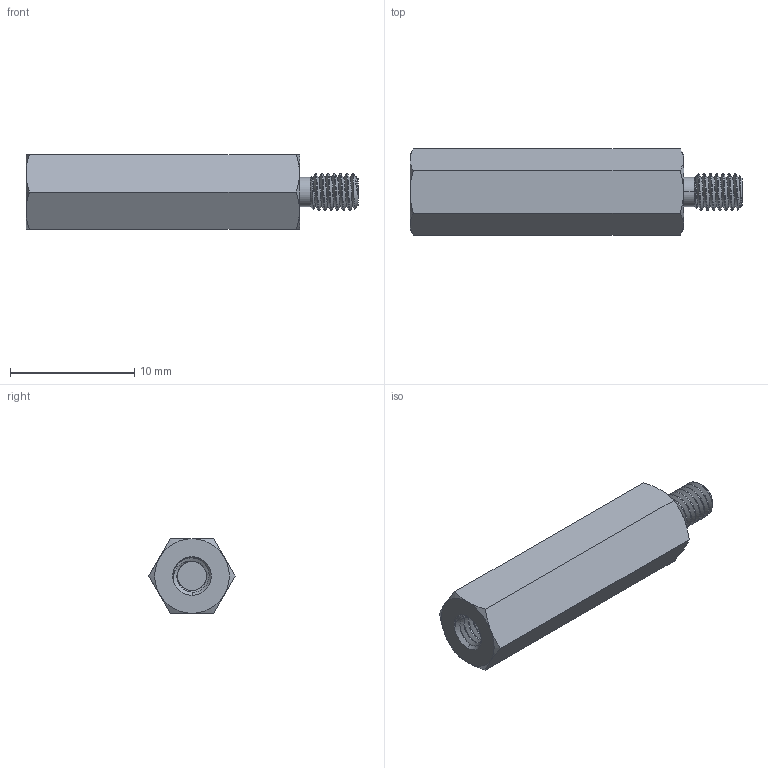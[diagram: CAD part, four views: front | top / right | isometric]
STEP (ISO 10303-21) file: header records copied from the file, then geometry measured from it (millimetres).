
FILE_DESCRIPTION (( 'STEP AP203' ), '1' );
FILE_NAME ('93655A716.step', '2011-09-16T16:56:13', ( 'jim' ), ( '' ), 'SwSTEP 2.0', 'SolidWorks 2009', '' );
FILE_SCHEMA (( 'CONFIG_CONTROL_DESIGN' ));
Length unit declared in the file: millimetre
Products named in the file (1): 93655A716
Bounding box: 26.7 x 6.93 x 6 mm (x, y, z)
Volume: 674.4 mm3; surface area: 670.2 mm2
Topology: 1 solids, 1 shells, 79 faces, 209 edges, 134 vertices
Faces by surface type: cylinder 43, cone 19, plane 11, bspline 6
Entity records: 7860 total; most frequent: CARTESIAN_POINT 6173, ORIENTED_EDGE 418, DIRECTION 254, EDGE_CURVE 209, VERTEX_POINT 134, AXIS2_PLACEMENT_3D 100, EDGE_LOOP 81, ADVANCED_FACE 79
